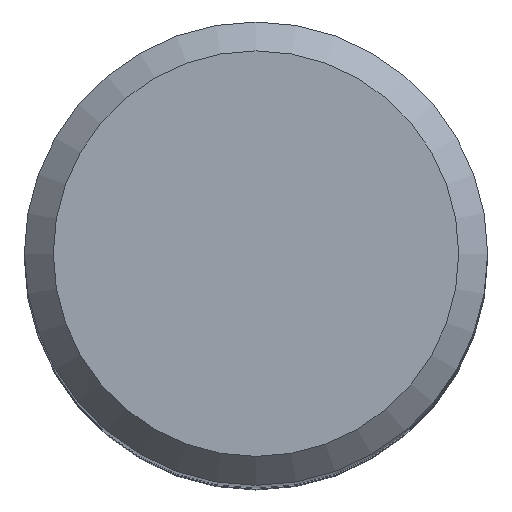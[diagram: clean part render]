
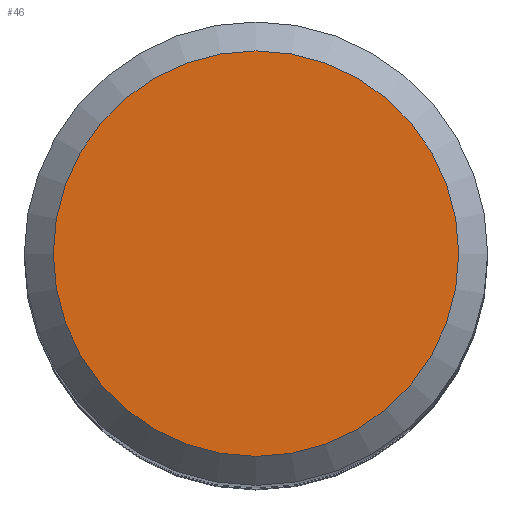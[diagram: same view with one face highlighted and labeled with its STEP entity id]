
A CAD part, top view. The second image highlights one B-rep face of the part: STEP entity #46.
In plain terms, the highlighted planar face has unit normal (0, 0, 1).
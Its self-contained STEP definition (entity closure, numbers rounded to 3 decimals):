
#4 = EDGE_CURVE ( 'NONE', #37, #37, #153, .T. ) ;
#15 = PLANE ( 'NONE',  #31 ) ;
#30 = CARTESIAN_POINT ( 'NONE',  ( 0., 0., 92. ) ) ;
#31 = AXIS2_PLACEMENT_3D ( 'NONE', #141, #232, #48 ) ;
#37 = VERTEX_POINT ( 'NONE', #38 ) ;
#38 = CARTESIAN_POINT ( 'NONE',  ( 0., 7., 92. ) ) ;
#46 = ADVANCED_FACE ( 'NONE', ( #65 ), #15, .F. ) ;
#48 = DIRECTION ( 'NONE',  ( 0., 1., 0. ) ) ;
#65 = FACE_OUTER_BOUND ( 'NONE', #80, .T. ) ;
#67 = ORIENTED_EDGE ( 'NONE', *, *, #4, .F. ) ;
#80 = EDGE_LOOP ( 'NONE', ( #67 ) ) ;
#103 = DIRECTION ( 'NONE',  ( 0., 1., 0. ) ) ;
#107 = DIRECTION ( 'NONE',  ( 0., 0., -1. ) ) ;
#141 = CARTESIAN_POINT ( 'NONE',  ( 0., 0., 92. ) ) ;
#153 = CIRCLE ( 'NONE', #189, 7. ) ;
#189 = AXIS2_PLACEMENT_3D ( 'NONE', #30, #107, #103 ) ;
#232 = DIRECTION ( 'NONE',  ( 0., 0., -1. ) ) ;
